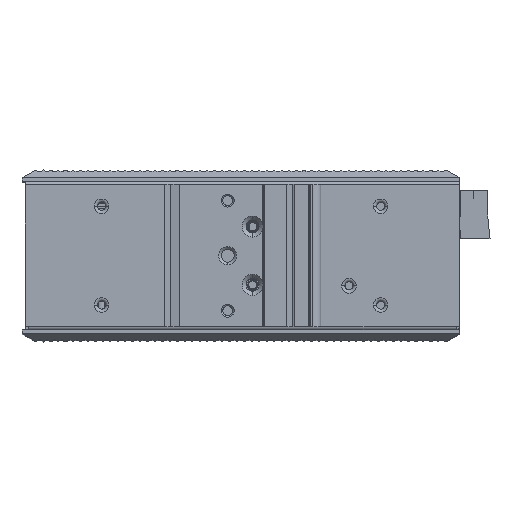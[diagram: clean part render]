
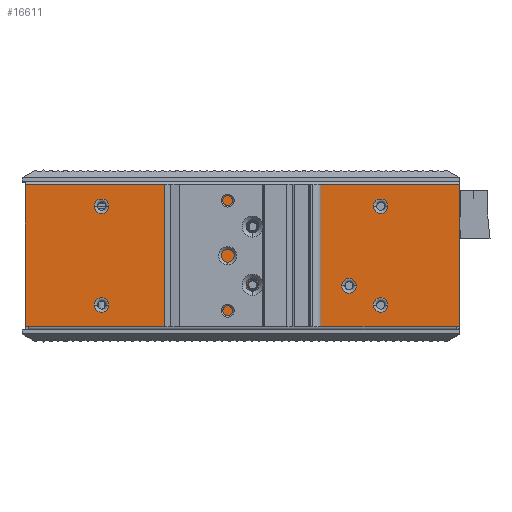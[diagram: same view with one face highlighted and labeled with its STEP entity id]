
A CAD part, top view. The second image highlights one B-rep face of the part: STEP entity #16611.
In plain terms, the highlighted planar face has unit normal (0, 0, 1).
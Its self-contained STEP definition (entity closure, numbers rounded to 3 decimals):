
#4337=DIRECTION('',(-1.,0.,0.));
#4338=VECTOR('',#4337,134.);
#4339=CARTESIAN_POINT('',(66.66,43.8,46.3));
#4340=LINE('',#4339,#4338);
#4352=DIRECTION('',(-1.,0.,0.));
#4353=VECTOR('',#4352,132.);
#4354=CARTESIAN_POINT('',(65.66,0.,46.3));
#4355=LINE('',#4354,#4353);
#4359=DIRECTION('',(1.,0.,0.));
#4360=VECTOR('',#4359,1.);
#4361=CARTESIAN_POINT('',(-67.34,0.,46.3));
#4362=LINE('',#4361,#4360);
#4366=DIRECTION('',(0.,-1.,0.));
#4367=VECTOR('',#4366,43.8);
#4368=CARTESIAN_POINT('',(-67.34,43.8,46.3));
#4369=LINE('',#4368,#4367);
#4373=DIRECTION('',(0.,1.,0.));
#4374=VECTOR('',#4373,43.8);
#4375=CARTESIAN_POINT('',(66.66,0.,46.3));
#4376=LINE('',#4375,#4374);
#4380=DIRECTION('',(1.,0.,0.));
#4381=VECTOR('',#4380,1.);
#4382=CARTESIAN_POINT('',(65.66,0.,46.3));
#4383=LINE('',#4382,#4381);
#4387=CARTESIAN_POINT('',(2.83,30.9,46.3));
#4388=DIRECTION('',(0.,0.,-1.));
#4389=DIRECTION('',(-1.,0.,0.));
#4390=AXIS2_PLACEMENT_3D('',#4387,#4388,#4389);
#4395=CARTESIAN_POINT('',(2.83,30.9,46.3));
#4396=DIRECTION('',(0.,0.,-1.));
#4397=DIRECTION('',(1.,0.,0.));
#4398=AXIS2_PLACEMENT_3D('',#4395,#4396,#4397);
#4403=CARTESIAN_POINT('',(2.83,12.9,46.3));
#4404=DIRECTION('',(0.,0.,-1.));
#4405=DIRECTION('',(-1.,0.,0.));
#4406=AXIS2_PLACEMENT_3D('',#4403,#4404,#4405);
#4411=CARTESIAN_POINT('',(2.83,12.9,46.3));
#4412=DIRECTION('',(0.,0.,-1.));
#4413=DIRECTION('',(1.,0.,0.));
#4414=AXIS2_PLACEMENT_3D('',#4411,#4412,#4413);
#4419=CARTESIAN_POINT('',(42.36,6.65,46.3));
#4420=DIRECTION('',(0.,0.,-1.));
#4421=DIRECTION('',(1.,0.,0.));
#4422=AXIS2_PLACEMENT_3D('',#4419,#4420,#4421);
#4427=CARTESIAN_POINT('',(42.36,6.65,46.3));
#4428=DIRECTION('',(0.,0.,-1.));
#4429=DIRECTION('',(-1.,0.,0.));
#4430=AXIS2_PLACEMENT_3D('',#4427,#4428,#4429);
#4435=CARTESIAN_POINT('',(42.36,37.15,46.3));
#4436=DIRECTION('',(0.,0.,-1.));
#4437=DIRECTION('',(1.,0.,0.));
#4438=AXIS2_PLACEMENT_3D('',#4435,#4436,#4437);
#4443=CARTESIAN_POINT('',(42.36,37.15,46.3));
#4444=DIRECTION('',(0.,0.,-1.));
#4445=DIRECTION('',(-1.,0.,0.));
#4446=AXIS2_PLACEMENT_3D('',#4443,#4444,#4445);
#4451=CARTESIAN_POINT('',(-43.78,6.65,46.3));
#4452=DIRECTION('',(0.,0.,-1.));
#4453=DIRECTION('',(1.,0.,0.));
#4454=AXIS2_PLACEMENT_3D('',#4451,#4452,#4453);
#4459=CARTESIAN_POINT('',(-43.78,6.65,46.3));
#4460=DIRECTION('',(0.,0.,-1.));
#4461=DIRECTION('',(-1.,0.,0.));
#4462=AXIS2_PLACEMENT_3D('',#4459,#4460,#4461);
#4467=CARTESIAN_POINT('',(-43.78,37.15,46.3));
#4468=DIRECTION('',(0.,0.,-1.));
#4469=DIRECTION('',(1.,0.,0.));
#4470=AXIS2_PLACEMENT_3D('',#4467,#4468,#4469);
#4475=CARTESIAN_POINT('',(-43.78,37.15,46.3));
#4476=DIRECTION('',(0.,0.,-1.));
#4477=DIRECTION('',(-1.,0.,0.));
#4478=AXIS2_PLACEMENT_3D('',#4475,#4476,#4477);
#4483=CARTESIAN_POINT('',(32.56,12.6,46.3));
#4484=DIRECTION('',(0.,0.,-1.));
#4485=DIRECTION('',(1.,0.,0.));
#4486=AXIS2_PLACEMENT_3D('',#4483,#4484,#4485);
#4491=CARTESIAN_POINT('',(32.56,12.6,46.3));
#4492=DIRECTION('',(0.,0.,-1.));
#4493=DIRECTION('',(-1.,0.,0.));
#4494=AXIS2_PLACEMENT_3D('',#4491,#4492,#4493);
#12038=CARTESIAN_POINT('',(66.66,0.,46.3));
#12040=VERTEX_POINT('',#12038);
#12041=CARTESIAN_POINT('',(65.66,0.,46.3));
#12042=VERTEX_POINT('',#12041);
#12044=CARTESIAN_POINT('',(-67.34,0.,46.3));
#12046=VERTEX_POINT('',#12044);
#12047=CARTESIAN_POINT('',(-66.34,0.,46.3));
#12048=VERTEX_POINT('',#12047);
#12065=CARTESIAN_POINT('',(66.66,43.8,46.3));
#12066=CARTESIAN_POINT('',(-67.34,43.8,46.3));
#12067=VERTEX_POINT('',#12065);
#12068=VERTEX_POINT('',#12066);
#12103=CARTESIAN_POINT('',(1.33,30.9,46.3));
#12104=CARTESIAN_POINT('',(4.33,30.9,46.3));
#12105=VERTEX_POINT('',#12103);
#12106=VERTEX_POINT('',#12104);
#12111=CARTESIAN_POINT('',(1.33,12.9,46.3));
#12112=CARTESIAN_POINT('',(4.33,12.9,46.3));
#12113=VERTEX_POINT('',#12111);
#12114=VERTEX_POINT('',#12112);
#12187=CARTESIAN_POINT('',(44.61,6.65,46.3));
#12188=CARTESIAN_POINT('',(40.11,6.65,46.3));
#12189=VERTEX_POINT('',#12187);
#12190=VERTEX_POINT('',#12188);
#12207=CARTESIAN_POINT('',(44.61,37.15,46.3));
#12208=CARTESIAN_POINT('',(40.11,37.15,46.3));
#12209=VERTEX_POINT('',#12207);
#12210=VERTEX_POINT('',#12208);
#12227=CARTESIAN_POINT('',(-41.53,6.65,46.3));
#12228=CARTESIAN_POINT('',(-46.03,6.65,46.3));
#12229=VERTEX_POINT('',#12227);
#12230=VERTEX_POINT('',#12228);
#12247=CARTESIAN_POINT('',(-41.53,37.15,46.3));
#12248=CARTESIAN_POINT('',(-46.03,37.15,46.3));
#12249=VERTEX_POINT('',#12247);
#12250=VERTEX_POINT('',#12248);
#14091=CARTESIAN_POINT('',(34.81,12.6,46.3));
#14092=CARTESIAN_POINT('',(30.31,12.6,46.3));
#14093=VERTEX_POINT('',#14091);
#14094=VERTEX_POINT('',#14092);
#16555=CARTESIAN_POINT('',(-66.34,0.,46.3));
#16556=DIRECTION('',(0.,0.,-1.));
#16557=DIRECTION('',(-1.,0.,0.));
#16558=AXIS2_PLACEMENT_3D('',#16555,#16556,#16557);
#16559=PLANE('',#16558);
#16561=ORIENTED_EDGE('',*,*,#16560,.T.);
#16562=ORIENTED_EDGE('',*,*,#16470,.F.);
#16563=ORIENTED_EDGE('',*,*,#16483,.F.);
#16564=ORIENTED_EDGE('',*,*,#16549,.F.);
#16565=ORIENTED_EDGE('',*,*,#14335,.F.);
#16566=ORIENTED_EDGE('',*,*,#14348,.F.);
#16567=EDGE_LOOP('',(#16561,#16562,#16563,#16564,#16565,#16566));
#16568=FACE_OUTER_BOUND('',#16567,.F.);
#16570=ORIENTED_EDGE('',*,*,#16569,.F.);
#16572=ORIENTED_EDGE('',*,*,#16571,.F.);
#16573=EDGE_LOOP('',(#16570,#16572));
#16574=FACE_BOUND('',#16573,.F.);
#16576=ORIENTED_EDGE('',*,*,#16575,.F.);
#16578=ORIENTED_EDGE('',*,*,#16577,.F.);
#16579=EDGE_LOOP('',(#16576,#16578));
#16580=FACE_BOUND('',#16579,.F.);
#16582=ORIENTED_EDGE('',*,*,#16581,.F.);
#16584=ORIENTED_EDGE('',*,*,#16583,.F.);
#16585=EDGE_LOOP('',(#16582,#16584));
#16586=FACE_BOUND('',#16585,.F.);
#16588=ORIENTED_EDGE('',*,*,#16587,.F.);
#16590=ORIENTED_EDGE('',*,*,#16589,.F.);
#16591=EDGE_LOOP('',(#16588,#16590));
#16592=FACE_BOUND('',#16591,.F.);
#16594=ORIENTED_EDGE('',*,*,#16593,.F.);
#16596=ORIENTED_EDGE('',*,*,#16595,.F.);
#16597=EDGE_LOOP('',(#16594,#16596));
#16598=FACE_BOUND('',#16597,.F.);
#16600=ORIENTED_EDGE('',*,*,#16599,.F.);
#16602=ORIENTED_EDGE('',*,*,#16601,.F.);
#16603=EDGE_LOOP('',(#16600,#16602));
#16604=FACE_BOUND('',#16603,.F.);
#16606=ORIENTED_EDGE('',*,*,#16605,.F.);
#16608=ORIENTED_EDGE('',*,*,#16607,.F.);
#16609=EDGE_LOOP('',(#16606,#16608));
#16610=FACE_BOUND('',#16609,.F.);
#4391=CIRCLE('',#4390,1.5);
#4399=CIRCLE('',#4398,1.5);
#4407=CIRCLE('',#4406,1.5);
#4415=CIRCLE('',#4414,1.5);
#4423=CIRCLE('',#4422,2.25);
#4431=CIRCLE('',#4430,2.25);
#4439=CIRCLE('',#4438,2.25);
#4447=CIRCLE('',#4446,2.25);
#4455=CIRCLE('',#4454,2.25);
#4463=CIRCLE('',#4462,2.25);
#4471=CIRCLE('',#4470,2.25);
#4479=CIRCLE('',#4478,2.25);
#4487=CIRCLE('',#4486,2.25);
#4495=CIRCLE('',#4494,2.25);
#14335=EDGE_CURVE('',#12040,#12067,#4376,.T.);
#14348=EDGE_CURVE('',#12042,#12040,#4383,.T.);
#16470=EDGE_CURVE('',#12046,#12048,#4362,.T.);
#16483=EDGE_CURVE('',#12068,#12046,#4369,.T.);
#16549=EDGE_CURVE('',#12067,#12068,#4340,.T.);
#16560=EDGE_CURVE('',#12042,#12048,#4355,.T.);
#16569=EDGE_CURVE('',#12105,#12106,#4391,.T.);
#16571=EDGE_CURVE('',#12106,#12105,#4399,.T.);
#16575=EDGE_CURVE('',#12113,#12114,#4407,.T.);
#16577=EDGE_CURVE('',#12114,#12113,#4415,.T.);
#16581=EDGE_CURVE('',#12189,#12190,#4423,.T.);
#16583=EDGE_CURVE('',#12190,#12189,#4431,.T.);
#16587=EDGE_CURVE('',#12209,#12210,#4439,.T.);
#16589=EDGE_CURVE('',#12210,#12209,#4447,.T.);
#16593=EDGE_CURVE('',#12229,#12230,#4455,.T.);
#16595=EDGE_CURVE('',#12230,#12229,#4463,.T.);
#16599=EDGE_CURVE('',#12249,#12250,#4471,.T.);
#16601=EDGE_CURVE('',#12250,#12249,#4479,.T.);
#16605=EDGE_CURVE('',#14093,#14094,#4487,.T.);
#16607=EDGE_CURVE('',#14094,#14093,#4495,.T.);
#16611=ADVANCED_FACE('',(#16568,#16574,#16580,#16586,#16592,#16598,#16604,
#16610),#16559,.F.);
